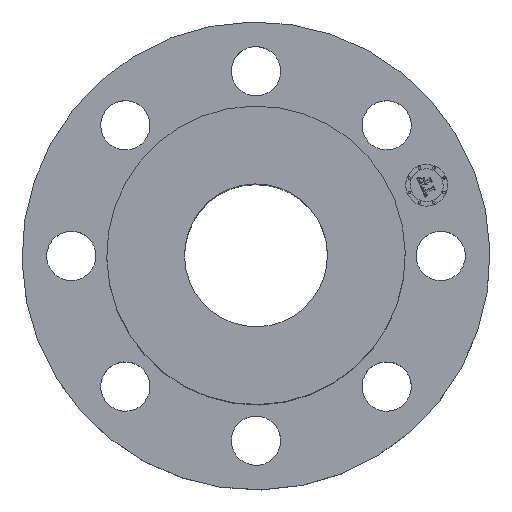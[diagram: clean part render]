
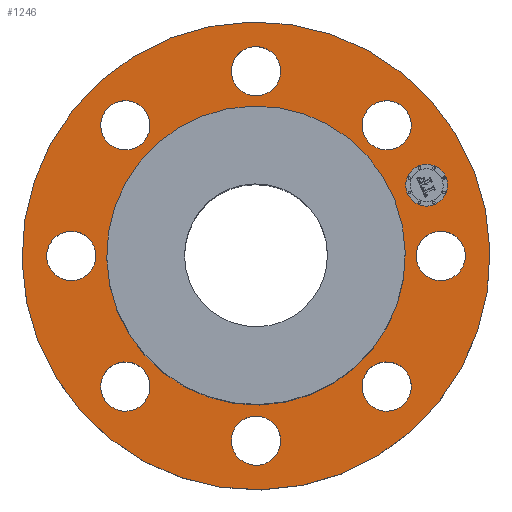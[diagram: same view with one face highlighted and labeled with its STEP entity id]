
A CAD part, top view. The second image highlights one B-rep face of the part: STEP entity #1246.
In plain terms, the highlighted planar face has unit normal (0, 0, 1).
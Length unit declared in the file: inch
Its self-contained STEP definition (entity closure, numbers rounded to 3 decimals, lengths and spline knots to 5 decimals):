
#51=AXIS2_PLACEMENT_3D('Circle Axis2P3D',#49,#50,$) ;
#254=AXIS2_PLACEMENT_3D('Circle Axis2P3D',#252,#253,$) ;
#278=AXIS2_PLACEMENT_3D('Circle Axis2P3D',#276,#277,$) ;
#297=AXIS2_PLACEMENT_3D('Circle Axis2P3D',#295,#296,$) ;
#314=AXIS2_PLACEMENT_3D('Circle Axis2P3D',#312,#313,$) ;
#349=AXIS2_PLACEMENT_3D('Circle Axis2P3D',#347,#348,$) ;
#896=AXIS2_PLACEMENT_3D('Circle Axis2P3D',#894,#895,$) ;
#915=AXIS2_PLACEMENT_3D('Circle Axis2P3D',#913,#914,$) ;
#939=AXIS2_PLACEMENT_3D('Circle Axis2P3D',#937,#938,$) ;
#958=AXIS2_PLACEMENT_3D('Circle Axis2P3D',#956,#957,$) ;
#982=AXIS2_PLACEMENT_3D('Circle Axis2P3D',#980,#981,$) ;
#1001=AXIS2_PLACEMENT_3D('Circle Axis2P3D',#999,#1000,$) ;
#1025=AXIS2_PLACEMENT_3D('Circle Axis2P3D',#1023,#1024,$) ;
#1044=AXIS2_PLACEMENT_3D('Circle Axis2P3D',#1042,#1043,$) ;
#1068=AXIS2_PLACEMENT_3D('Circle Axis2P3D',#1066,#1067,$) ;
#1087=AXIS2_PLACEMENT_3D('Circle Axis2P3D',#1085,#1086,$) ;
#1111=AXIS2_PLACEMENT_3D('Circle Axis2P3D',#1109,#1110,$) ;
#1130=AXIS2_PLACEMENT_3D('Circle Axis2P3D',#1128,#1129,$) ;
#1154=AXIS2_PLACEMENT_3D('Circle Axis2P3D',#1152,#1153,$) ;
#1173=AXIS2_PLACEMENT_3D('Circle Axis2P3D',#1171,#1172,$) ;
#1186=AXIS2_PLACEMENT_3D('Plane Axis2P3D',#1183,#1184,#1185) ;
#1230=AXIS2_PLACEMENT_3D('Circle Axis2P3D',#1228,#1229,$) ;
#1239=AXIS2_PLACEMENT_3D('Circle Axis2P3D',#1237,#1238,$) ;
#44=CARTESIAN_POINT('Vertex',(3.31121,-0.23971,1.5)) ;
#49=CARTESIAN_POINT('Axis2P3D Location',(3.75,0.,1.5)) ;
#53=CARTESIAN_POINT('Vertex',(4.18879,0.23971,1.5)) ;
#252=CARTESIAN_POINT('Axis2P3D Location',(3.75,0.,1.5)) ;
#273=CARTESIAN_POINT('Vertex',(-2.27727,-4.16852,1.5)) ;
#276=CARTESIAN_POINT('Axis2P3D Location',(0.,0.,1.5)) ;
#280=CARTESIAN_POINT('Vertex',(2.27727,4.16852,1.5)) ;
#295=CARTESIAN_POINT('Axis2P3D Location',(0.,0.,1.5)) ;
#312=CARTESIAN_POINT('Axis2P3D Location',(0.,0.,1.5)) ;
#316=CARTESIAN_POINT('Vertex',(1.19137,2.18079,1.5)) ;
#318=CARTESIAN_POINT('Vertex',(-1.19137,-2.18079,1.5)) ;
#347=CARTESIAN_POINT('Axis2P3D Location',(0.,0.,1.5)) ;
#891=CARTESIAN_POINT('Vertex',(2.17188,-2.51088,1.5)) ;
#894=CARTESIAN_POINT('Axis2P3D Location',(2.65165,-2.65165,1.5)) ;
#898=CARTESIAN_POINT('Vertex',(3.13143,-2.79242,1.5)) ;
#913=CARTESIAN_POINT('Axis2P3D Location',(2.65165,-2.65165,1.5)) ;
#934=CARTESIAN_POINT('Vertex',(-0.23971,-3.31121,1.5)) ;
#937=CARTESIAN_POINT('Axis2P3D Location',(0.,-3.75,1.5)) ;
#941=CARTESIAN_POINT('Vertex',(0.23971,-4.18879,1.5)) ;
#956=CARTESIAN_POINT('Axis2P3D Location',(0.,-3.75,1.5)) ;
#977=CARTESIAN_POINT('Vertex',(-2.51088,-2.17188,1.5)) ;
#980=CARTESIAN_POINT('Axis2P3D Location',(-2.65165,-2.65165,1.5)) ;
#984=CARTESIAN_POINT('Vertex',(-2.79242,-3.13143,1.5)) ;
#999=CARTESIAN_POINT('Axis2P3D Location',(-2.65165,-2.65165,1.5)) ;
#1020=CARTESIAN_POINT('Vertex',(-3.31121,0.23971,1.5)) ;
#1023=CARTESIAN_POINT('Axis2P3D Location',(-3.75,0.,1.5)) ;
#1027=CARTESIAN_POINT('Vertex',(-4.18879,-0.23971,1.5)) ;
#1042=CARTESIAN_POINT('Axis2P3D Location',(-3.75,0.,1.5)) ;
#1063=CARTESIAN_POINT('Vertex',(-2.17188,2.51088,1.5)) ;
#1066=CARTESIAN_POINT('Axis2P3D Location',(-2.65165,2.65165,1.5)) ;
#1070=CARTESIAN_POINT('Vertex',(-3.13143,2.79242,1.5)) ;
#1085=CARTESIAN_POINT('Axis2P3D Location',(-2.65165,2.65165,1.5)) ;
#1106=CARTESIAN_POINT('Vertex',(0.23971,3.31121,1.5)) ;
#1109=CARTESIAN_POINT('Axis2P3D Location',(0.,3.75,1.5)) ;
#1113=CARTESIAN_POINT('Vertex',(-0.23971,4.18879,1.5)) ;
#1128=CARTESIAN_POINT('Axis2P3D Location',(0.,3.75,1.5)) ;
#1149=CARTESIAN_POINT('Vertex',(2.51088,2.17188,1.5)) ;
#1152=CARTESIAN_POINT('Axis2P3D Location',(2.65165,2.65165,1.5)) ;
#1156=CARTESIAN_POINT('Vertex',(2.79242,3.13143,1.5)) ;
#1171=CARTESIAN_POINT('Axis2P3D Location',(2.65165,2.65165,1.5)) ;
#1183=CARTESIAN_POINT('Axis2P3D Location',(0.,4.75,1.5)) ;
#1228=CARTESIAN_POINT('Axis2P3D Location',(3.46455,1.43506,1.5)) ;
#1232=CARTESIAN_POINT('Vertex',(3.62719,1.04241,1.5)) ;
#1234=CARTESIAN_POINT('Vertex',(3.30191,1.82771,1.5)) ;
#1237=CARTESIAN_POINT('Axis2P3D Location',(3.46455,1.43506,1.5)) ;
#50=DIRECTION('Axis2P3D Direction',(0.,-0.,0.039)) ;
#253=DIRECTION('Axis2P3D Direction',(0.,-0.,0.039)) ;
#277=DIRECTION('Axis2P3D Direction',(0.,0.,-0.039)) ;
#296=DIRECTION('Axis2P3D Direction',(0.,0.,-0.039)) ;
#313=DIRECTION('Axis2P3D Direction',(0.,0.,-0.039)) ;
#348=DIRECTION('Axis2P3D Direction',(0.,0.,-0.039)) ;
#895=DIRECTION('Axis2P3D Direction',(-0.,0.,0.039)) ;
#914=DIRECTION('Axis2P3D Direction',(-0.,0.,0.039)) ;
#938=DIRECTION('Axis2P3D Direction',(-0.,0.,0.039)) ;
#957=DIRECTION('Axis2P3D Direction',(-0.,0.,0.039)) ;
#981=DIRECTION('Axis2P3D Direction',(0.,0.,0.039)) ;
#1000=DIRECTION('Axis2P3D Direction',(0.,0.,0.039)) ;
#1024=DIRECTION('Axis2P3D Direction',(0.,0.,0.039)) ;
#1043=DIRECTION('Axis2P3D Direction',(0.,0.,0.039)) ;
#1067=DIRECTION('Axis2P3D Direction',(0.,0.,0.039)) ;
#1086=DIRECTION('Axis2P3D Direction',(0.,0.,0.039)) ;
#1110=DIRECTION('Axis2P3D Direction',(0.,0.,0.039)) ;
#1129=DIRECTION('Axis2P3D Direction',(0.,0.,0.039)) ;
#1153=DIRECTION('Axis2P3D Direction',(0.,-0.,0.039)) ;
#1172=DIRECTION('Axis2P3D Direction',(0.,-0.,0.039)) ;
#1184=DIRECTION('Axis2P3D Direction',(0.,0.,-0.039)) ;
#1185=DIRECTION('Axis2P3D XDirection',(0.039,0.,0.)) ;
#1229=DIRECTION('Axis2P3D Direction',(0.,0.,-0.039)) ;
#1238=DIRECTION('Axis2P3D Direction',(0.,0.,-0.039)) ;
#1189=ORIENTED_EDGE('',*,*,#299,.F.) ;
#1190=ORIENTED_EDGE('',*,*,#282,.F.) ;
#1193=ORIENTED_EDGE('',*,*,#55,.T.) ;
#1194=ORIENTED_EDGE('',*,*,#256,.T.) ;
#1197=ORIENTED_EDGE('',*,*,#351,.T.) ;
#1198=ORIENTED_EDGE('',*,*,#320,.T.) ;
#1201=ORIENTED_EDGE('',*,*,#917,.T.) ;
#1202=ORIENTED_EDGE('',*,*,#900,.T.) ;
#1205=ORIENTED_EDGE('',*,*,#960,.T.) ;
#1206=ORIENTED_EDGE('',*,*,#943,.T.) ;
#1209=ORIENTED_EDGE('',*,*,#1003,.T.) ;
#1210=ORIENTED_EDGE('',*,*,#986,.T.) ;
#1213=ORIENTED_EDGE('',*,*,#1046,.T.) ;
#1214=ORIENTED_EDGE('',*,*,#1029,.T.) ;
#1217=ORIENTED_EDGE('',*,*,#1089,.T.) ;
#1218=ORIENTED_EDGE('',*,*,#1072,.T.) ;
#1221=ORIENTED_EDGE('',*,*,#1132,.T.) ;
#1222=ORIENTED_EDGE('',*,*,#1115,.T.) ;
#1225=ORIENTED_EDGE('',*,*,#1175,.T.) ;
#1226=ORIENTED_EDGE('',*,*,#1158,.T.) ;
#1243=ORIENTED_EDGE('',*,*,#1236,.F.) ;
#1244=ORIENTED_EDGE('',*,*,#1241,.F.) ;
#1195=FACE_BOUND('',#1192,.T.) ;
#1199=FACE_BOUND('',#1196,.T.) ;
#1203=FACE_BOUND('',#1200,.T.) ;
#1207=FACE_BOUND('',#1204,.T.) ;
#1211=FACE_BOUND('',#1208,.T.) ;
#1215=FACE_BOUND('',#1212,.T.) ;
#1219=FACE_BOUND('',#1216,.T.) ;
#1223=FACE_BOUND('',#1220,.T.) ;
#1227=FACE_BOUND('',#1224,.T.) ;
#1245=FACE_BOUND('',#1242,.T.) ;
#1246=ADVANCED_FACE('PartBody',(#1191,#1195,#1199,#1203,#1207,#1211,#1215,#1219,#1223,#1227,#1245),#1187,.F.) ;
#52=CIRCLE('generated circle',#51,0.5) ;
#255=CIRCLE('generated circle',#254,0.5) ;
#279=CIRCLE('generated circle',#278,4.75) ;
#298=CIRCLE('generated circle',#297,4.75) ;
#315=CIRCLE('generated circle',#314,2.485) ;
#350=CIRCLE('generated circle',#349,2.485) ;
#897=CIRCLE('generated circle',#896,0.5) ;
#916=CIRCLE('generated circle',#915,0.5) ;
#940=CIRCLE('generated circle',#939,0.5) ;
#959=CIRCLE('generated circle',#958,0.5) ;
#983=CIRCLE('generated circle',#982,0.5) ;
#1002=CIRCLE('generated circle',#1001,0.5) ;
#1026=CIRCLE('generated circle',#1025,0.5) ;
#1045=CIRCLE('generated circle',#1044,0.5) ;
#1069=CIRCLE('generated circle',#1068,0.5) ;
#1088=CIRCLE('generated circle',#1087,0.5) ;
#1112=CIRCLE('generated circle',#1111,0.5) ;
#1131=CIRCLE('generated circle',#1130,0.5) ;
#1155=CIRCLE('generated circle',#1154,0.5) ;
#1174=CIRCLE('generated circle',#1173,0.5) ;
#1231=CIRCLE('generated circle',#1230,0.425) ;
#1240=CIRCLE('generated circle',#1239,0.425) ;
#55=EDGE_CURVE('',#54,#45,#52,.F.) ;
#256=EDGE_CURVE('',#45,#54,#255,.F.) ;
#282=EDGE_CURVE('',#274,#281,#279,.T.) ;
#299=EDGE_CURVE('',#281,#274,#298,.T.) ;
#320=EDGE_CURVE('',#317,#319,#315,.T.) ;
#351=EDGE_CURVE('',#319,#317,#350,.T.) ;
#900=EDGE_CURVE('',#899,#892,#897,.F.) ;
#917=EDGE_CURVE('',#892,#899,#916,.F.) ;
#943=EDGE_CURVE('',#942,#935,#940,.F.) ;
#960=EDGE_CURVE('',#935,#942,#959,.F.) ;
#986=EDGE_CURVE('',#985,#978,#983,.F.) ;
#1003=EDGE_CURVE('',#978,#985,#1002,.F.) ;
#1029=EDGE_CURVE('',#1028,#1021,#1026,.F.) ;
#1046=EDGE_CURVE('',#1021,#1028,#1045,.F.) ;
#1072=EDGE_CURVE('',#1071,#1064,#1069,.F.) ;
#1089=EDGE_CURVE('',#1064,#1071,#1088,.F.) ;
#1115=EDGE_CURVE('',#1114,#1107,#1112,.F.) ;
#1132=EDGE_CURVE('',#1107,#1114,#1131,.F.) ;
#1158=EDGE_CURVE('',#1157,#1150,#1155,.F.) ;
#1175=EDGE_CURVE('',#1150,#1157,#1174,.F.) ;
#1236=EDGE_CURVE('',#1233,#1235,#1231,.F.) ;
#1241=EDGE_CURVE('',#1235,#1233,#1240,.F.) ;
#1188=EDGE_LOOP('',(#1189,#1190)) ;
#1192=EDGE_LOOP('',(#1193,#1194)) ;
#1196=EDGE_LOOP('',(#1197,#1198)) ;
#1200=EDGE_LOOP('',(#1201,#1202)) ;
#1204=EDGE_LOOP('',(#1205,#1206)) ;
#1208=EDGE_LOOP('',(#1209,#1210)) ;
#1212=EDGE_LOOP('',(#1213,#1214)) ;
#1216=EDGE_LOOP('',(#1217,#1218)) ;
#1220=EDGE_LOOP('',(#1221,#1222)) ;
#1224=EDGE_LOOP('',(#1225,#1226)) ;
#1242=EDGE_LOOP('',(#1243,#1244)) ;
#1191=FACE_OUTER_BOUND('',#1188,.T.) ;
#1187=PLANE('',#1186) ;
#45=VERTEX_POINT('',#44) ;
#54=VERTEX_POINT('',#53) ;
#274=VERTEX_POINT('',#273) ;
#281=VERTEX_POINT('',#280) ;
#317=VERTEX_POINT('',#316) ;
#319=VERTEX_POINT('',#318) ;
#892=VERTEX_POINT('',#891) ;
#899=VERTEX_POINT('',#898) ;
#935=VERTEX_POINT('',#934) ;
#942=VERTEX_POINT('',#941) ;
#978=VERTEX_POINT('',#977) ;
#985=VERTEX_POINT('',#984) ;
#1021=VERTEX_POINT('',#1020) ;
#1028=VERTEX_POINT('',#1027) ;
#1064=VERTEX_POINT('',#1063) ;
#1071=VERTEX_POINT('',#1070) ;
#1107=VERTEX_POINT('',#1106) ;
#1114=VERTEX_POINT('',#1113) ;
#1150=VERTEX_POINT('',#1149) ;
#1157=VERTEX_POINT('',#1156) ;
#1233=VERTEX_POINT('',#1232) ;
#1235=VERTEX_POINT('',#1234) ;
